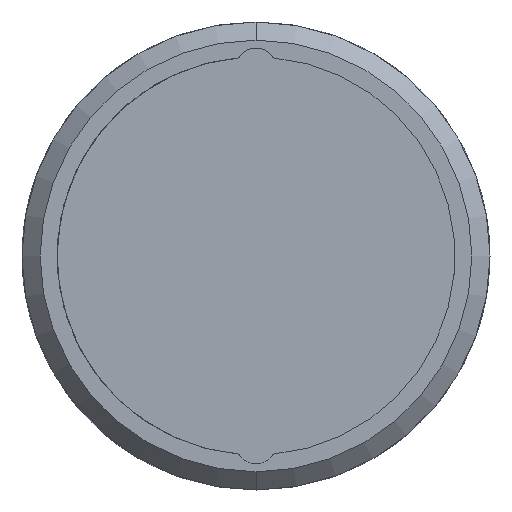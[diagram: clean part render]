
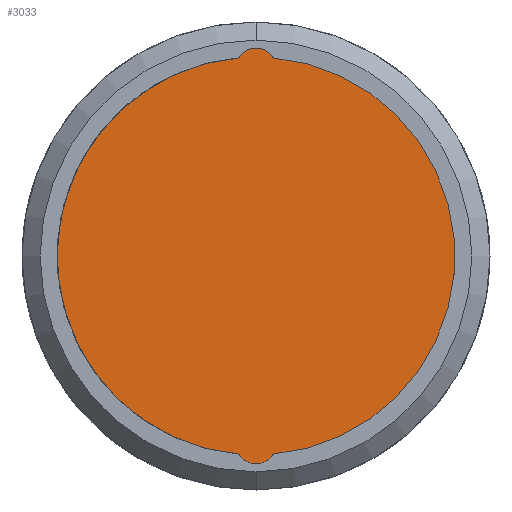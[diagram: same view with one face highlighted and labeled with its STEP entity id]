
A CAD part, left-side view. The second image highlights one B-rep face of the part: STEP entity #3033.
In plain terms, the highlighted face is planar.
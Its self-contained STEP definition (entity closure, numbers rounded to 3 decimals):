
#2431=CARTESIAN_POINT('',(0.,0.,0.));
#2432=DIRECTION('',(0.,0.,-1.));
#2433=DIRECTION('',(0.012,-1.,0.));
#2434=AXIS2_PLACEMENT_3D('',#2431,#2432,#2433);
#2439=CARTESIAN_POINT('',(0.,0.,0.));
#2440=DIRECTION('',(0.,0.,-1.));
#2441=DIRECTION('',(-0.996,0.085,0.));
#2442=AXIS2_PLACEMENT_3D('',#2439,#2440,#2441);
#2447=CARTESIAN_POINT('',(0.,0.,0.));
#2448=DIRECTION('',(0.,0.,-1.));
#2449=DIRECTION('',(0.996,-0.085,0.));
#2450=AXIS2_PLACEMENT_3D('',#2447,#2448,#2449);
#2632=CARTESIAN_POINT('',(6.579,-3.904,0.));
#2647=CARTESIAN_POINT('',(-7.25,0.,0.));
#2648=DIRECTION('',(0.,0.,1.));
#2649=DIRECTION('',(-0.496,0.868,0.));
#2650=AXIS2_PLACEMENT_3D('',#2647,#2648,#2649);
#2655=CARTESIAN_POINT('',(0.,0.,0.));
#2656=DIRECTION('',(0.,0.,1.));
#2657=DIRECTION('',(0.012,-1.,0.));
#2658=AXIS2_PLACEMENT_3D('',#2655,#2656,#2657);
#2663=CARTESIAN_POINT('',(7.25,0.,0.));
#2664=DIRECTION('',(0.,0.,1.));
#2665=DIRECTION('',(0.496,-0.868,0.));
#2666=AXIS2_PLACEMENT_3D('',#2663,#2664,#2665);
#2739=CARTESIAN_POINT('',(7.622,0.651,0.));
#2740=VERTEX_POINT('',#2739);
#2741=CARTESIAN_POINT('',(7.622,-0.651,0.));
#2742=VERTEX_POINT('',#2741);
#2748=CARTESIAN_POINT('',(-7.622,-0.651,0.));
#2750=VERTEX_POINT('',#2748);
#2752=CARTESIAN_POINT('',(-7.622,0.651,0.));
#2753=VERTEX_POINT('',#2752);
#2767=VERTEX_POINT('',#2632);
#2768=CARTESIAN_POINT('',(0.091,-7.649,0.));
#2769=VERTEX_POINT('',#2768);
#3019=CARTESIAN_POINT('',(0.,0.,0.));
#3020=DIRECTION('',(0.,0.,1.));
#3021=DIRECTION('',(1.,0.,0.));
#3022=AXIS2_PLACEMENT_3D('',#3019,#3020,#3021);
#3023=PLANE('',#3022);
#3024=ORIENTED_EDGE('',*,*,#2844,.F.);
#3026=ORIENTED_EDGE('',*,*,#3025,.T.);
#3027=ORIENTED_EDGE('',*,*,#2836,.F.);
#3028=ORIENTED_EDGE('',*,*,#3013,.T.);
#3029=ORIENTED_EDGE('',*,*,#2849,.F.);
#3030=ORIENTED_EDGE('',*,*,#2803,.T.);
#3031=EDGE_LOOP('',(#3024,#3026,#3027,#3028,#3029,#3030));
#3032=FACE_OUTER_BOUND('',#3031,.F.);
#3033=ADVANCED_FACE('',(#3032),#3023,.F.);
#2435=CIRCLE('',#2434,7.65);
#2443=CIRCLE('',#2442,7.65);
#2451=CIRCLE('',#2450,7.65);
#2651=CIRCLE('',#2650,0.75);
#2659=CIRCLE('',#2658,7.65);
#2667=CIRCLE('',#2666,0.75);
#2803=EDGE_CURVE('',#2742,#2740,#2667,.T.);
#2836=EDGE_CURVE('',#2769,#2750,#2435,.T.);
#2844=EDGE_CURVE('',#2753,#2740,#2443,.T.);
#2849=EDGE_CURVE('',#2742,#2767,#2451,.T.);
#3013=EDGE_CURVE('',#2769,#2767,#2659,.T.);
#3025=EDGE_CURVE('',#2753,#2750,#2651,.T.);
